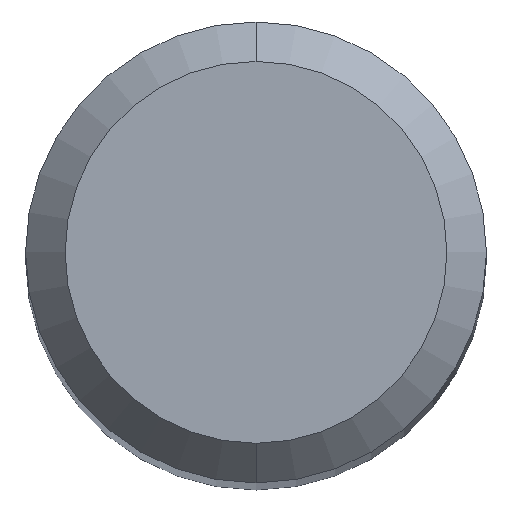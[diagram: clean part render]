
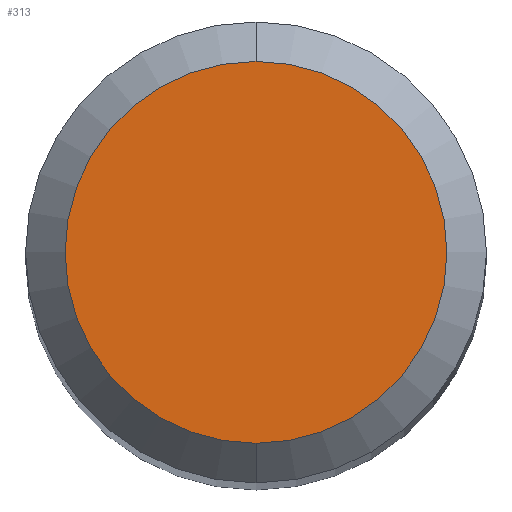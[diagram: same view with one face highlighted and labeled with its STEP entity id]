
A CAD part, top view. The second image highlights one B-rep face of the part: STEP entity #313.
In plain terms, the highlighted planar face has unit normal (0, 0, 1).
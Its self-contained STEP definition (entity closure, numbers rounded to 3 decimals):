
#179=VERTEX_POINT('',#397);
#223=EDGE_CURVE('',#259,#179,#450,.T.);
#259=VERTEX_POINT('',#489);
#305=EDGE_CURVE('',#179,#259,#544,.T.);
#313=ADVANCED_FACE('',(#553),#554,.T.);
#397=CARTESIAN_POINT('',(0.,-1.45,0.0));
#450=CIRCLE('',#721,1.45);
#489=CARTESIAN_POINT('',(0.0,1.45,0.0));
#544=CIRCLE('',#833,1.45);
#553=FACE_OUTER_BOUND('',#842,.T.);
#554=PLANE('',#843);
#721=AXIS2_PLACEMENT_3D('',#999,#1000,#1001);
#833=AXIS2_PLACEMENT_3D('',#1122,#1123,#1124);
#842=EDGE_LOOP('',(#1134,#1135));
#843=AXIS2_PLACEMENT_3D('',#1136,#1137,#1138);
#999=CARTESIAN_POINT('',(0.0,0.0,0.0));
#1000=DIRECTION('',(0.0,0.0,-1.0));
#1001=DIRECTION('',(0.0,1.0,0.0));
#1122=CARTESIAN_POINT('',(0.0,0.0,0.0));
#1123=DIRECTION('',(0.0,0.0,-1.0));
#1124=DIRECTION('',(0.0,1.0,0.0));
#1134=ORIENTED_EDGE('',*,*,#223,.F.);
#1135=ORIENTED_EDGE('',*,*,#305,.F.);
#1136=CARTESIAN_POINT('',(0.0,0.725,0.0));
#1137=DIRECTION('',(-0.0,0.0,1.0));
#1138=DIRECTION('',(0.0,-1.0,0.0));
